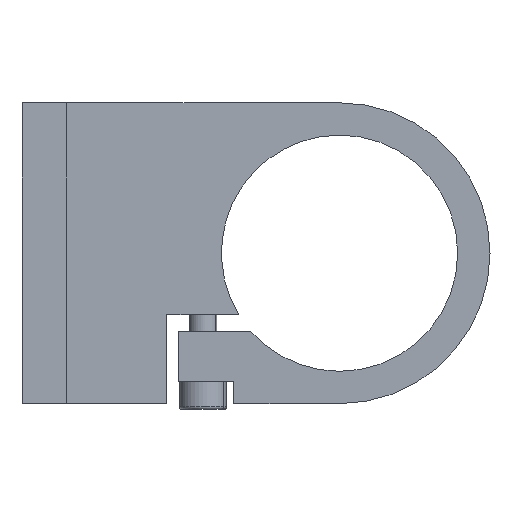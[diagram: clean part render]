
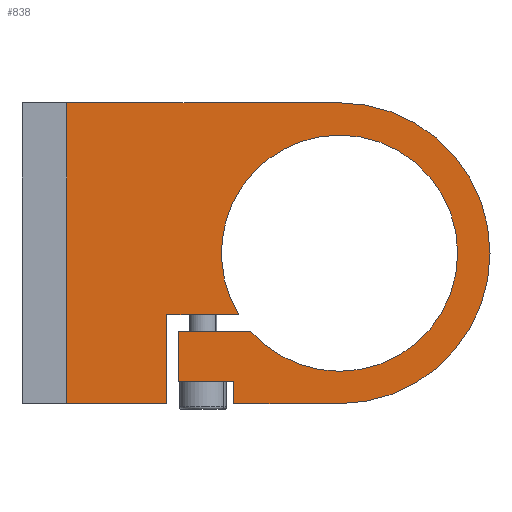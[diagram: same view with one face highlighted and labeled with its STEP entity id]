
A CAD part, front view. The second image highlights one B-rep face of the part: STEP entity #838.
In plain terms, the highlighted planar face has unit normal (0, -1, 0).
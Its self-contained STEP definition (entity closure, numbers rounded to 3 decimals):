
#28 = ORIENTED_EDGE ( 'NONE', *, *, #4123, .F. ) ;
#35 = DIRECTION ( 'NONE',  ( 0., 0., 1. ) ) ;
#161 = EDGE_CURVE ( 'NONE', #755, #1840, #840, .T. ) ;
#206 = DIRECTION ( 'NONE',  ( 0., 0., 1. ) ) ;
#212 = LINE ( 'NONE', #251, #819 ) ;
#224 = CIRCLE ( 'NONE', #4095, 27. ) ;
#251 = CARTESIAN_POINT ( 'NONE',  ( -49., -4., 27. ) ) ;
#253 = VERTEX_POINT ( 'NONE', #573 ) ;
#296 = DIRECTION ( 'NONE',  ( 0., 0., -1. ) ) ;
#339 = EDGE_CURVE ( 'NONE', #253, #2338, #3690, .T. ) ;
#366 = AXIS2_PLACEMENT_3D ( 'NONE', #2242, #2214, #3229 ) ;
#455 = VECTOR ( 'NONE', #35, 1000. ) ;
#480 = ORIENTED_EDGE ( 'NONE', *, *, #2577, .F. ) ;
#483 = AXIS2_PLACEMENT_3D ( 'NONE', #1656, #2317, #2662 ) ;
#494 = VERTEX_POINT ( 'NONE', #791 ) ;
#563 = LINE ( 'NONE', #3868, #2961 ) ;
#573 = CARTESIAN_POINT ( 'NONE',  ( 0., -4., 21.2 ) ) ;
#579 = VECTOR ( 'NONE', #3911, 1000. ) ;
#589 = ORIENTED_EDGE ( 'NONE', *, *, #2842, .F. ) ;
#619 = ORIENTED_EDGE ( 'NONE', *, *, #3078, .F. ) ;
#620 = PLANE ( 'NONE',  #1682 ) ;
#670 = EDGE_CURVE ( 'NONE', #1797, #1527, #3506, .T. ) ;
#692 = EDGE_CURVE ( 'NONE', #3815, #3356, #1313, .T. ) ;
#731 = VERTEX_POINT ( 'NONE', #3939 ) ;
#732 = CARTESIAN_POINT ( 'NONE',  ( -18.123, -4., -11. ) ) ;
#755 = VERTEX_POINT ( 'NONE', #2629 ) ;
#791 = CARTESIAN_POINT ( 'NONE',  ( 0., -4., -27. ) ) ;
#819 = VECTOR ( 'NONE', #3812, 1000. ) ;
#825 = ORIENTED_EDGE ( 'NONE', *, *, #1413, .F. ) ;
#838 = ADVANCED_FACE ( 'NONE', ( #1212 ), #620, .F. ) ;
#840 = CIRCLE ( 'NONE', #3679, 21.2 ) ;
#885 = CARTESIAN_POINT ( 'NONE',  ( 0., -4., 0. ) ) ;
#929 = VECTOR ( 'NONE', #1402, 1000. ) ;
#1018 = LINE ( 'NONE', #3313, #455 ) ;
#1019 = ORIENTED_EDGE ( 'NONE', *, *, #1742, .F. ) ;
#1045 = DIRECTION ( 'NONE',  ( -1., 0., 0. ) ) ;
#1074 = LINE ( 'NONE', #3022, #4184 ) ;
#1082 = CARTESIAN_POINT ( 'NONE',  ( -19., -4., -27. ) ) ;
#1112 = DIRECTION ( 'NONE',  ( -1., 0., 0. ) ) ;
#1212 = FACE_OUTER_BOUND ( 'NONE', #3464, .T. ) ;
#1265 = EDGE_CURVE ( 'NONE', #3640, #494, #224, .T. ) ;
#1287 = EDGE_CURVE ( 'NONE', #731, #755, #3747, .T. ) ;
#1313 = LINE ( 'NONE', #1607, #579 ) ;
#1333 = CARTESIAN_POINT ( 'NONE',  ( -49., -4., 27. ) ) ;
#1384 = CARTESIAN_POINT ( 'NONE',  ( -49., -4., -27. ) ) ;
#1395 = CIRCLE ( 'NONE', #366, 21.2 ) ;
#1402 = DIRECTION ( 'NONE',  ( -1., 0., 0. ) ) ;
#1413 = EDGE_CURVE ( 'NONE', #1840, #253, #1395, .T. ) ;
#1527 = VERTEX_POINT ( 'NONE', #1333 ) ;
#1560 = DIRECTION ( 'NONE',  ( 0., 0., 1. ) ) ;
#1607 = CARTESIAN_POINT ( 'NONE',  ( -19., -4., -23. ) ) ;
#1647 = DIRECTION ( 'NONE',  ( 0., 1., 0. ) ) ;
#1656 = CARTESIAN_POINT ( 'NONE',  ( 0., -4., 0. ) ) ;
#1682 = AXIS2_PLACEMENT_3D ( 'NONE', #2903, #1647, #2947 ) ;
#1742 = EDGE_CURVE ( 'NONE', #3356, #2576, #3444, .T. ) ;
#1797 = VERTEX_POINT ( 'NONE', #1384 ) ;
#1840 = VERTEX_POINT ( 'NONE', #4007 ) ;
#1860 = ORIENTED_EDGE ( 'NONE', *, *, #3410, .F. ) ;
#1898 = EDGE_CURVE ( 'NONE', #494, #3815, #3546, .T. ) ;
#1929 = LINE ( 'NONE', #732, #929 ) ;
#2055 = CARTESIAN_POINT ( 'NONE',  ( -31., -4., -11. ) ) ;
#2099 = CARTESIAN_POINT ( 'NONE',  ( -31., -4., -27. ) ) ;
#2152 = VECTOR ( 'NONE', #3900, 1000. ) ;
#2198 = VECTOR ( 'NONE', #3499, 1000. ) ;
#2214 = DIRECTION ( 'NONE',  ( 0., -1., 0. ) ) ;
#2241 = VECTOR ( 'NONE', #1045, 1000. ) ;
#2242 = CARTESIAN_POINT ( 'NONE',  ( 0., -4., 0. ) ) ;
#2317 = DIRECTION ( 'NONE',  ( 0., -1., 0. ) ) ;
#2338 = VERTEX_POINT ( 'NONE', #3724 ) ;
#2359 = VERTEX_POINT ( 'NONE', #2099 ) ;
#2426 = ORIENTED_EDGE ( 'NONE', *, *, #1265, .F. ) ;
#2480 = VERTEX_POINT ( 'NONE', #2055 ) ;
#2492 = CARTESIAN_POINT ( 'NONE',  ( 0., -4., 0. ) ) ;
#2514 = DIRECTION ( 'NONE',  ( 0., 1., 0. ) ) ;
#2517 = ORIENTED_EDGE ( 'NONE', *, *, #339, .F. ) ;
#2576 = VERTEX_POINT ( 'NONE', #4016 ) ;
#2577 = EDGE_CURVE ( 'NONE', #2338, #2480, #1929, .T. ) ;
#2629 = CARTESIAN_POINT ( 'NONE',  ( -15.92, -4., -14. ) ) ;
#2662 = DIRECTION ( 'NONE',  ( 0., 0., 1. ) ) ;
#2684 = ORIENTED_EDGE ( 'NONE', *, *, #692, .F. ) ;
#2795 = ORIENTED_EDGE ( 'NONE', *, *, #670, .F. ) ;
#2813 = ORIENTED_EDGE ( 'NONE', *, *, #1898, .F. ) ;
#2822 = CARTESIAN_POINT ( 'NONE',  ( -15.92, -4., -14. ) ) ;
#2842 = EDGE_CURVE ( 'NONE', #1527, #3640, #212, .T. ) ;
#2903 = CARTESIAN_POINT ( 'NONE',  ( 0., -4., 0. ) ) ;
#2947 = DIRECTION ( 'NONE',  ( 0., 0., 1. ) ) ;
#2961 = VECTOR ( 'NONE', #296, 1000. ) ;
#3022 = CARTESIAN_POINT ( 'NONE',  ( -49., -4., -27. ) ) ;
#3078 = EDGE_CURVE ( 'NONE', #2480, #2359, #563, .T. ) ;
#3229 = DIRECTION ( 'NONE',  ( 0., 0., 1. ) ) ;
#3235 = CARTESIAN_POINT ( 'NONE',  ( -49., -4., -27. ) ) ;
#3313 = CARTESIAN_POINT ( 'NONE',  ( -29., -4., -14. ) ) ;
#3356 = VERTEX_POINT ( 'NONE', #3949 ) ;
#3360 = DIRECTION ( 'NONE',  ( -1., 0., 0. ) ) ;
#3410 = EDGE_CURVE ( 'NONE', #2576, #731, #1018, .T. ) ;
#3444 = LINE ( 'NONE', #3653, #2241 ) ;
#3464 = EDGE_LOOP ( 'NONE', ( #2795, #28, #619, #480, #2517, #825, #3549, #3972, #1860, #1019, #2684, #2813, #2426, #589 ) ) ;
#3499 = DIRECTION ( 'NONE',  ( 1., 0., 0. ) ) ;
#3506 = LINE ( 'NONE', #3235, #2152 ) ;
#3546 = LINE ( 'NONE', #1082, #3643 ) ;
#3549 = ORIENTED_EDGE ( 'NONE', *, *, #161, .F. ) ;
#3551 = CARTESIAN_POINT ( 'NONE',  ( -19., -4., -27. ) ) ;
#3640 = VERTEX_POINT ( 'NONE', #3804 ) ;
#3643 = VECTOR ( 'NONE', #1112, 1000. ) ;
#3653 = CARTESIAN_POINT ( 'NONE',  ( -29., -4., -23. ) ) ;
#3679 = AXIS2_PLACEMENT_3D ( 'NONE', #885, #3790, #1560 ) ;
#3690 = CIRCLE ( 'NONE', #483, 21.2 ) ;
#3724 = CARTESIAN_POINT ( 'NONE',  ( -18.123, -4., -11. ) ) ;
#3747 = LINE ( 'NONE', #2822, #2198 ) ;
#3790 = DIRECTION ( 'NONE',  ( 0., -1., 0. ) ) ;
#3804 = CARTESIAN_POINT ( 'NONE',  ( 0., -4., 27. ) ) ;
#3812 = DIRECTION ( 'NONE',  ( 1., 0., 0. ) ) ;
#3815 = VERTEX_POINT ( 'NONE', #3551 ) ;
#3868 = CARTESIAN_POINT ( 'NONE',  ( -31., -4., -11. ) ) ;
#3900 = DIRECTION ( 'NONE',  ( 0., 0., 1. ) ) ;
#3911 = DIRECTION ( 'NONE',  ( 0., 0., 1. ) ) ;
#3939 = CARTESIAN_POINT ( 'NONE',  ( -29., -4., -14. ) ) ;
#3949 = CARTESIAN_POINT ( 'NONE',  ( -19., -4., -23. ) ) ;
#3972 = ORIENTED_EDGE ( 'NONE', *, *, #1287, .F. ) ;
#4007 = CARTESIAN_POINT ( 'NONE',  ( 0., -4., -21.2 ) ) ;
#4016 = CARTESIAN_POINT ( 'NONE',  ( -29., -4., -23. ) ) ;
#4095 = AXIS2_PLACEMENT_3D ( 'NONE', #2492, #2514, #206 ) ;
#4123 = EDGE_CURVE ( 'NONE', #2359, #1797, #1074, .T. ) ;
#4184 = VECTOR ( 'NONE', #3360, 1000. ) ;
